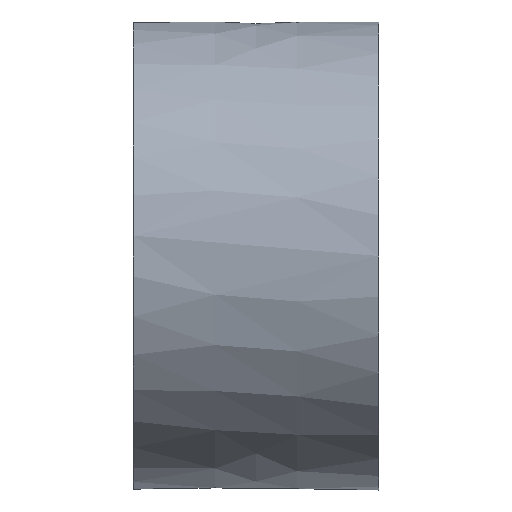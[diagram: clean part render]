
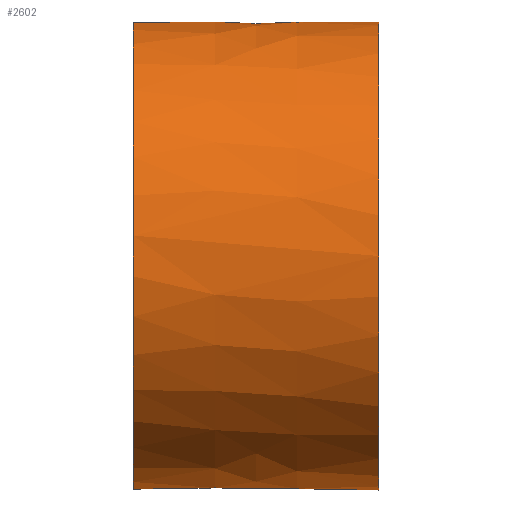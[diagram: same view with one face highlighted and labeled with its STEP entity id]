
A CAD part, left-side view. The second image highlights one B-rep face of the part: STEP entity #2602.
In plain terms, the highlighted free-form (B-spline) face has degree [3, 3] with [26, 4] control points.
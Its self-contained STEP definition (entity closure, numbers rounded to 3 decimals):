
#19=CIRCLE('',#2619,207.9);
#20=CIRCLE('',#2620,207.9);
#149=FACE_OUTER_BOUND('',#280,.T.);
#280=EDGE_LOOP('',(#2083,#2084,#2085,#2086));
#413=B_SPLINE_CURVE_WITH_KNOTS('',3,(#6069,#6070,#6071,#6072),
 .UNSPECIFIED.,.F.,.F.,(4,4),(0.,22.),.UNSPECIFIED.);
#1182=VERTEX_POINT('',#6066);
#1183=VERTEX_POINT('',#6068);
#1568=EDGE_CURVE('',#1182,#1182,#19,.T.);
#1569=EDGE_CURVE('',#1182,#1183,#413,.T.);
#1570=EDGE_CURVE('',#1183,#1183,#20,.T.);
#2083=ORIENTED_EDGE('',*,*,#1568,.T.);
#2084=ORIENTED_EDGE('',*,*,#1569,.T.);
#2085=ORIENTED_EDGE('',*,*,#1570,.F.);
#2086=ORIENTED_EDGE('',*,*,#1569,.F.);
#2473=B_SPLINE_SURFACE_WITH_KNOTS('',3,3,((#5962,#5963,#5964,#5965),(#5966,
#5967,#5968,#5969),(#5970,#5971,#5972,#5973),(#5974,#5975,#5976,#5977),
(#5978,#5979,#5980,#5981),(#5982,#5983,#5984,#5985),(#5986,#5987,#5988,
#5989),(#5990,#5991,#5992,#5993),(#5994,#5995,#5996,#5997),(#5998,#5999,
#6000,#6001),(#6002,#6003,#6004,#6005),(#6006,#6007,#6008,#6009),(#6010,
#6011,#6012,#6013),(#6014,#6015,#6016,#6017),(#6018,#6019,#6020,#6021),
(#6022,#6023,#6024,#6025),(#6026,#6027,#6028,#6029),(#6030,#6031,#6032,
#6033),(#6034,#6035,#6036,#6037),(#6038,#6039,#6040,#6041),(#6042,#6043,
#6044,#6045),(#6046,#6047,#6048,#6049),(#6050,#6051,#6052,#6053),(#6054,
#6055,#6056,#6057),(#6058,#6059,#6060,#6061),(#6062,#6063,#6064,#6065)),
 .UNSPECIFIED.,.T.,.F.,.F.,(4,1,1,1,1,1,1,1,1,1,1,1,1,1,1,1,1,1,1,1,1,1,
1,4),(4,4),(-3.142,-2.917,-2.693,-2.468,
-2.244,-1.945,-1.646,-1.346,
-1.047,-0.748,-0.449,-0.15,
0.15,0.449,0.748,1.047,1.346,
1.646,1.945,2.244,2.468,2.693,
2.917,3.142),(0.,22.),.UNSPECIFIED.);
#2602=ADVANCED_FACE('',(#149),#2473,.T.);
#2619=AXIS2_PLACEMENT_3D('',#6067,#2881,#2882);
#2620=AXIS2_PLACEMENT_3D('',#6073,#2883,#2884);
#2881=DIRECTION('center_axis',(0.,1.,0.));
#2882=DIRECTION('ref_axis',(1.,0.,0.));
#2883=DIRECTION('center_axis',(0.,1.,0.));
#2884=DIRECTION('ref_axis',(0.996,0.,-0.087));
#5962=CARTESIAN_POINT('Ctrl Pts',(-210.,0.,0.));
#5963=CARTESIAN_POINT('Ctrl Pts',(-210.,72.6,6.047));
#5964=CARTESIAN_POINT('Ctrl Pts',(-209.736,145.2,12.095));
#5965=CARTESIAN_POINT('Ctrl Pts',(-209.209,217.8,18.119));
#5966=CARTESIAN_POINT('Ctrl Pts',(-210.,0.,15.55));
#5967=CARTESIAN_POINT('Ctrl Pts',(-209.548,72.6,21.598));
#5968=CARTESIAN_POINT('Ctrl Pts',(-208.831,145.2,27.626));
#5969=CARTESIAN_POINT('Ctrl Pts',(-207.854,217.8,33.611));
#5970=CARTESIAN_POINT('Ctrl Pts',(-206.496,0.,46.651));
#5971=CARTESIAN_POINT('Ctrl Pts',(-205.139,72.6,52.597));
#5972=CARTESIAN_POINT('Ctrl Pts',(-203.522,145.2,58.483));
#5973=CARTESIAN_POINT('Ctrl Pts',(-201.652,217.8,64.288));
#5974=CARTESIAN_POINT('Ctrl Pts',(-190.991,0.,90.966));
#5975=CARTESIAN_POINT('Ctrl Pts',(-188.345,72.6,96.46));
#5976=CARTESIAN_POINT('Ctrl Pts',(-185.459,145.2,101.839));
#5977=CARTESIAN_POINT('Ctrl Pts',(-182.344,217.8,107.082));
#5978=CARTESIAN_POINT('Ctrl Pts',(-166.012,0.,130.714));
#5979=CARTESIAN_POINT('Ctrl Pts',(-162.209,72.6,135.482));
#5980=CARTESIAN_POINT('Ctrl Pts',(-158.199,145.2,140.084));
#5981=CARTESIAN_POINT('Ctrl Pts',(-153.996,217.8,144.502));
#5982=CARTESIAN_POINT('Ctrl Pts',(-129.132,0.,167.607));
#5983=CARTESIAN_POINT('Ctrl Pts',(-124.257,72.6,171.302));
#5984=CARTESIAN_POINT('Ctrl Pts',(-119.22,145.2,174.785));
#5985=CARTESIAN_POINT('Ctrl Pts',(-114.041,217.8,178.041));
#5986=CARTESIAN_POINT('Ctrl Pts',(-79.197,0.,196.439));
#5987=CARTESIAN_POINT('Ctrl Pts',(-73.483,72.6,198.682));
#5988=CARTESIAN_POINT('Ctrl Pts',(-67.671,145.2,200.675));
#5989=CARTESIAN_POINT('Ctrl Pts',(-61.783,217.8,202.411));
#5990=CARTESIAN_POINT('Ctrl Pts',(-17.87,0.,210.437));
#5991=CARTESIAN_POINT('Ctrl Pts',(-11.749,72.6,210.896));
#5992=CARTESIAN_POINT('Ctrl Pts',(-5.607,145.2,211.087));
#5993=CARTESIAN_POINT('Ctrl Pts',(0.531,217.8,211.011));
#5994=CARTESIAN_POINT('Ctrl Pts',(44.858,0.,205.736));
#5995=CARTESIAN_POINT('Ctrl Pts',(50.843,72.6,204.37));
#5996=CARTESIAN_POINT('Ctrl Pts',(56.767,145.2,202.743));
#5997=CARTESIAN_POINT('Ctrl Pts',(62.61,217.8,200.861));
#5998=CARTESIAN_POINT('Ctrl Pts',(103.414,0.,182.756));
#5999=CARTESIAN_POINT('Ctrl Pts',(108.73,72.6,179.686));
#6000=CARTESIAN_POINT('Ctrl Pts',(113.913,145.2,176.385));
#6001=CARTESIAN_POINT('Ctrl Pts',(118.941,217.8,172.864));
#6002=CARTESIAN_POINT('Ctrl Pts',(152.593,0.,143.533));
#6003=CARTESIAN_POINT('Ctrl Pts',(156.768,72.6,139.034));
#6004=CARTESIAN_POINT('Ctrl Pts',(160.747,145.2,134.351));
#6005=CARTESIAN_POINT('Ctrl Pts',(164.514,217.8,129.505));
#6006=CARTESIAN_POINT('Ctrl Pts',(188.03,0.,91.562));
#6007=CARTESIAN_POINT('Ctrl Pts',(190.694,72.6,86.031));
#6008=CARTESIAN_POINT('Ctrl Pts',(193.116,145.2,80.384));
#6009=CARTESIAN_POINT('Ctrl Pts',(195.287,217.8,74.643));
#6010=CARTESIAN_POINT('Ctrl Pts',(206.569,0.,31.451));
#6011=CARTESIAN_POINT('Ctrl Pts',(207.484,72.6,25.381));
#6012=CARTESIAN_POINT('Ctrl Pts',(208.134,145.2,19.271));
#6013=CARTESIAN_POINT('Ctrl Pts',(208.516,217.8,13.144));
#6014=CARTESIAN_POINT('Ctrl Pts',(206.571,0.,-31.452));
#6015=CARTESIAN_POINT('Ctrl Pts',(205.656,72.6,-37.522));
#6016=CARTESIAN_POINT('Ctrl Pts',(204.476,145.2,-43.552));
#6017=CARTESIAN_POINT('Ctrl Pts',(203.036,217.8,-49.519));
#6018=CARTESIAN_POINT('Ctrl Pts',(188.029,0.,-91.562));
#6019=CARTESIAN_POINT('Ctrl Pts',(185.365,72.6,-97.093));
#6020=CARTESIAN_POINT('Ctrl Pts',(182.46,145.2,-102.507));
#6021=CARTESIAN_POINT('Ctrl Pts',(179.325,217.8,-107.784));
#6022=CARTESIAN_POINT('Ctrl Pts',(152.595,0.,-143.536));
#6023=CARTESIAN_POINT('Ctrl Pts',(148.42,72.6,-148.036));
#6024=CARTESIAN_POINT('Ctrl Pts',(144.048,145.2,-152.354));
#6025=CARTESIAN_POINT('Ctrl Pts',(139.496,217.8,-156.472));
#6026=CARTESIAN_POINT('Ctrl Pts',(103.413,0.,-182.755));
#6027=CARTESIAN_POINT('Ctrl Pts',(98.097,72.6,-185.824));
#6028=CARTESIAN_POINT('Ctrl Pts',(92.647,145.2,-188.661));
#6029=CARTESIAN_POINT('Ctrl Pts',(87.083,217.8,-191.255));
#6030=CARTESIAN_POINT('Ctrl Pts',(44.858,0.,-205.737));
#6031=CARTESIAN_POINT('Ctrl Pts',(38.874,72.6,-207.103));
#6032=CARTESIAN_POINT('Ctrl Pts',(32.829,145.2,-208.208));
#6033=CARTESIAN_POINT('Ctrl Pts',(26.748,217.8,-209.047));
#6034=CARTESIAN_POINT('Ctrl Pts',(-17.87,0.,-210.437));
#6035=CARTESIAN_POINT('Ctrl Pts',(-23.991,72.6,-209.978));
#6036=CARTESIAN_POINT('Ctrl Pts',(-30.092,145.2,-209.252));
#6037=CARTESIAN_POINT('Ctrl Pts',(-36.15,217.8,-208.262));
#6038=CARTESIAN_POINT('Ctrl Pts',(-79.198,0.,-196.441));
#6039=CARTESIAN_POINT('Ctrl Pts',(-84.912,72.6,-194.198));
#6040=CARTESIAN_POINT('Ctrl Pts',(-90.529,145.2,-191.706));
#6041=CARTESIAN_POINT('Ctrl Pts',(-96.026,217.8,-188.974));
#6042=CARTESIAN_POINT('Ctrl Pts',(-129.131,0.,-167.607));
#6043=CARTESIAN_POINT('Ctrl Pts',(-134.007,72.6,-163.912));
#6044=CARTESIAN_POINT('Ctrl Pts',(-138.721,145.2,-160.004));
#6045=CARTESIAN_POINT('Ctrl Pts',(-143.256,217.8,-155.898));
#6046=CARTESIAN_POINT('Ctrl Pts',(-166.012,0.,-130.714));
#6047=CARTESIAN_POINT('Ctrl Pts',(-169.814,72.6,-125.946));
#6048=CARTESIAN_POINT('Ctrl Pts',(-173.408,145.2,-121.012));
#6049=CARTESIAN_POINT('Ctrl Pts',(-176.78,217.8,-115.931));
#6050=CARTESIAN_POINT('Ctrl Pts',(-190.991,0.,-90.967));
#6051=CARTESIAN_POINT('Ctrl Pts',(-193.637,72.6,-85.472));
#6052=CARTESIAN_POINT('Ctrl Pts',(-196.044,145.2,-79.862));
#6053=CARTESIAN_POINT('Ctrl Pts',(-198.201,217.8,-74.157));
#6054=CARTESIAN_POINT('Ctrl Pts',(-206.496,0.,-46.652));
#6055=CARTESIAN_POINT('Ctrl Pts',(-207.853,72.6,-40.706));
#6056=CARTESIAN_POINT('Ctrl Pts',(-208.951,145.2,-34.701));
#6057=CARTESIAN_POINT('Ctrl Pts',(-209.784,217.8,-28.66));
#6058=CARTESIAN_POINT('Ctrl Pts',(-210.,0.,-15.551));
#6059=CARTESIAN_POINT('Ctrl Pts',(-210.452,72.6,-9.504));
#6060=CARTESIAN_POINT('Ctrl Pts',(-210.641,145.2,-3.437));
#6061=CARTESIAN_POINT('Ctrl Pts',(-210.564,217.8,2.628));
#6062=CARTESIAN_POINT('Ctrl Pts',(-210.,0.,0.));
#6063=CARTESIAN_POINT('Ctrl Pts',(-210.,72.6,6.047));
#6064=CARTESIAN_POINT('Ctrl Pts',(-209.736,145.2,12.095));
#6065=CARTESIAN_POINT('Ctrl Pts',(-209.209,217.8,18.119));
#6066=CARTESIAN_POINT('',(-210.,0.,0.));
#6067=CARTESIAN_POINT('Origin',(-2.1,0.,0.));
#6068=CARTESIAN_POINT('',(-209.209,217.8,18.119));
#6069=CARTESIAN_POINT('Ctrl Pts',(-210.,0.,0.));
#6070=CARTESIAN_POINT('Ctrl Pts',(-210.,72.6,6.047));
#6071=CARTESIAN_POINT('Ctrl Pts',(-209.736,145.2,12.095));
#6072=CARTESIAN_POINT('Ctrl Pts',(-209.209,217.8,18.119));
#6073=CARTESIAN_POINT('Origin',(-2.1,217.8,0.));
